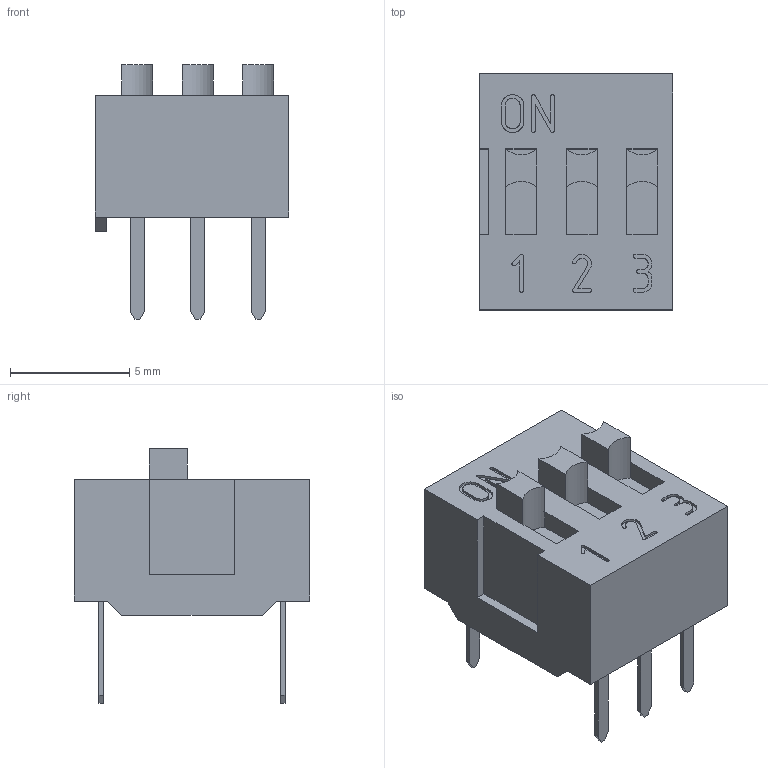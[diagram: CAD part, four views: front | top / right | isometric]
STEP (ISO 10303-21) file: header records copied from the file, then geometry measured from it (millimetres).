
FILE_DESCRIPTION(('FreeCAD Model'),'2;1');
FILE_NAME( 'User Library-switch 3.step', '2017-02-17T14:47:38',('kicad StepUp'),('ksu MCAD'), 'Open CASCADE STEP processor 6.8','FreeCAD','Unknown');
FILE_SCHEMA(('AUTOMOTIVE_DESIGN_CC2 { 1 2 10303 214 -1 1 5 4 }'));
Length unit declared in the file: millimetre
Products named in the file (2): ASSEMBLY; User_Library-switch_3
Assembly tree (1 placements, depth 2):
  ASSEMBLY
    User_Library-switch_3
Bounding box: 8.13 x 9.9 x 10.7 mm (x, y, z)
Volume: 408.8 mm3; surface area: 445.8 mm2
Topology: 1 solids, 1 shells, 171 faces, 450 edges, 296 vertices
Faces by surface type: plane 115, bspline 50, cylinder 6
Entity records: 8736 total; most frequent: CARTESIAN_POINT 3617, ORIENTED_EDGE 900, DIRECTION 608, EDGE_CURVE 450, LINE 338, VECTOR 338, VERTEX_POINT 296, FACE_BOUND 186
